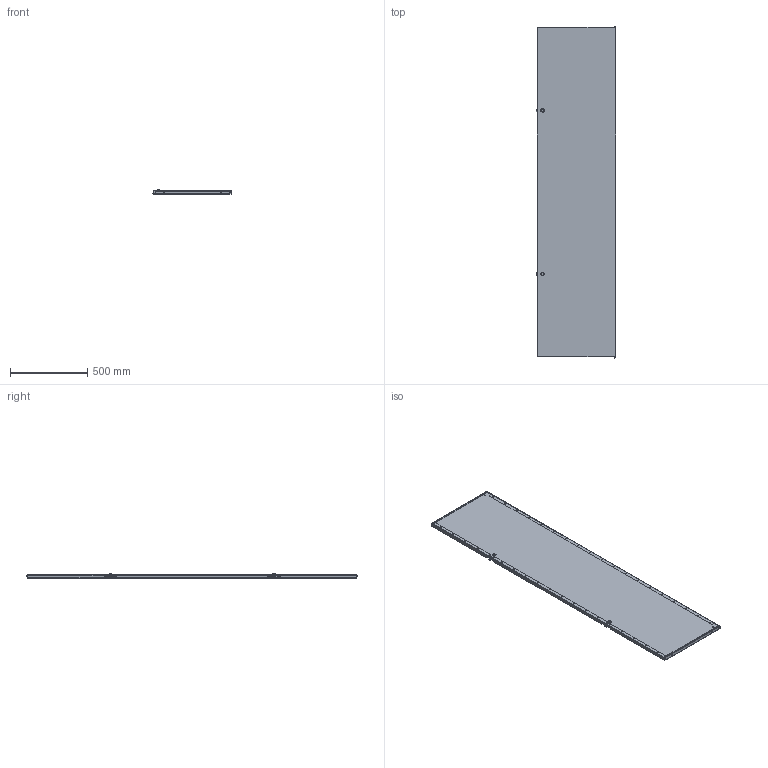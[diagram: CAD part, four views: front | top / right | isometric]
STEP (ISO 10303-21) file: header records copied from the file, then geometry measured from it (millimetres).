
FILE_DESCRIPTION (( 'STEP AP203' ), '1' );
FILE_NAME ('LE35-47U6X-DM.STEP', '2025-08-25T07:33:30', ( '' ), ( '' ), 'SwSTEP 2.0', 'SolidWorks 2022', '' );
FILE_SCHEMA (( 'CONFIG_CONTROL_DESIGN' ));
Length unit declared in the file: millimetre
Products named in the file (1): LE35-47U6X-DM
Bounding box: 511 x 2142.89 x 26.5 mm (x, y, z)
Volume: 1474935.8 mm3; surface area: 2935657 mm2
Topology: 9 solids, 11 shells, 574 faces, 1420 edges, 876 vertices
Faces by surface type: plane 308, cylinder 228, cone 24, bspline 8, sphere 4, torus 2
Entity records: 17511 total; most frequent: CARTESIAN_POINT 3403, DIRECTION 3000, ORIENTED_EDGE 2832, EDGE_CURVE 1416, AXIS2_PLACEMENT_3D 1077, VERTEX_POINT 876, LINE 846, VECTOR 846
